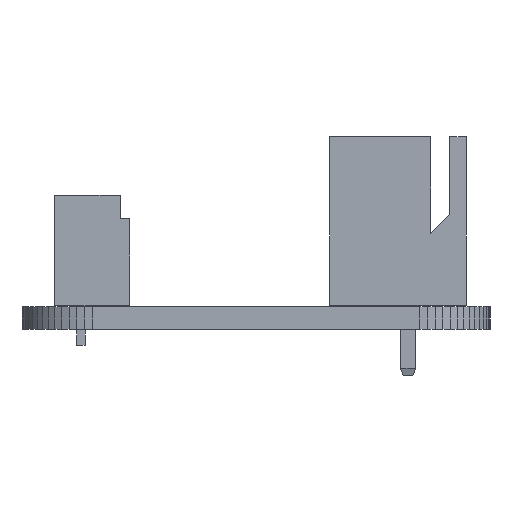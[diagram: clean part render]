
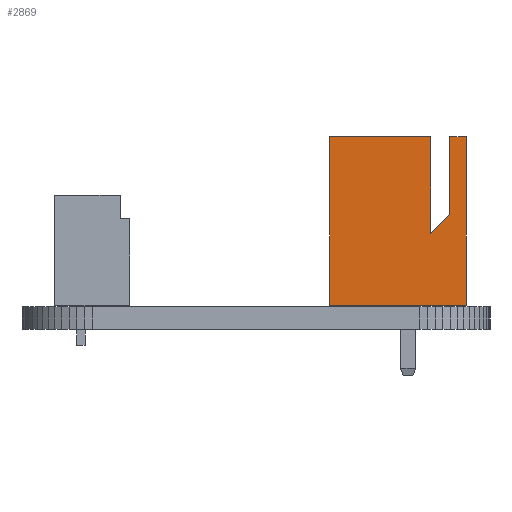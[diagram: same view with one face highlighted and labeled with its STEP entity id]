
A CAD part, front view. The second image highlights one B-rep face of the part: STEP entity #2869.
In plain terms, the highlighted face is planar.
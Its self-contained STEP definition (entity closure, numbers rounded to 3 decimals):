
#93 = PLANE('',#94);
#94 = AXIS2_PLACEMENT_3D('',#95,#96,#97);
#95 = CARTESIAN_POINT('',(6.087,-2.489,0.711));
#96 = DIRECTION('',(0.,-1.,0.));
#97 = DIRECTION('',(0.,0.,-1.));
#149 = PLANE('',#150);
#150 = AXIS2_PLACEMENT_3D('',#151,#152,#153);
#151 = CARTESIAN_POINT('',(5.376,-1.778,7.214));
#152 = DIRECTION('',(0.,-1.,0.));
#153 = DIRECTION('',(1.,0.,0.));
#193 = VERTEX_POINT('',#194);
#194 = CARTESIAN_POINT('',(-6.087,-2.489,7.214));
#201 = PLANE('',#202);
#202 = AXIS2_PLACEMENT_3D('',#203,#204,#205);
#203 = CARTESIAN_POINT('',(0.,0.,7.214));
#204 = DIRECTION('',(0.,0.,-1.));
#205 = DIRECTION('',(-1.,0.,0.));
#220 = EDGE_CURVE('',#193,#221,#223,.T.);
#221 = VERTEX_POINT('',#222);
#222 = CARTESIAN_POINT('',(-6.087,-1.778,7.214));
#223 = SURFACE_CURVE('',#224,(#228,#235),.PCURVE_S1.);
#224 = LINE('',#225,#226);
#225 = CARTESIAN_POINT('',(-6.087,-2.489,7.214));
#226 = VECTOR('',#227,1.);
#227 = DIRECTION('',(0.,1.,0.));
#228 = PCURVE('',#201,#229);
#229 = DEFINITIONAL_REPRESENTATION('',(#230),#234);
#230 = LINE('',#231,#232);
#231 = CARTESIAN_POINT('',(6.087,-2.489));
#232 = VECTOR('',#233,1.);
#233 = DIRECTION('',(0.,1.));
#234 = ( GEOMETRIC_REPRESENTATION_CONTEXT(2) 
PARAMETRIC_REPRESENTATION_CONTEXT() REPRESENTATION_CONTEXT('2D SPACE',''
  ) );
#235 = PCURVE('',#236,#241);
#236 = PLANE('',#237);
#237 = AXIS2_PLACEMENT_3D('',#238,#239,#240);
#238 = CARTESIAN_POINT('',(-6.087,-2.489,0.711));
#239 = DIRECTION('',(-1.,0.,0.));
#240 = DIRECTION('',(0.,0.,1.));
#241 = DEFINITIONAL_REPRESENTATION('',(#242),#246);
#242 = LINE('',#243,#244);
#243 = CARTESIAN_POINT('',(6.502,0.));
#244 = VECTOR('',#245,1.);
#245 = DIRECTION('',(0.,1.));
#246 = ( GEOMETRIC_REPRESENTATION_CONTEXT(2) 
PARAMETRIC_REPRESENTATION_CONTEXT() REPRESENTATION_CONTEXT('2D SPACE',''
  ) );
#351 = PLANE('',#352);
#352 = AXIS2_PLACEMENT_3D('',#353,#354,#355);
#353 = CARTESIAN_POINT('',(-6.087,3.353,0.711));
#354 = DIRECTION('',(0.,1.,0.));
#355 = DIRECTION('',(0.,-0.,1.));
#948 = VERTEX_POINT('',#949);
#949 = CARTESIAN_POINT('',(-6.087,3.353,7.214));
#965 = PLANE('',#966);
#966 = AXIS2_PLACEMENT_3D('',#967,#968,#969);
#967 = CARTESIAN_POINT('',(0.,0.,7.214));
#968 = DIRECTION('',(0.,0.,-1.));
#969 = DIRECTION('',(-1.,0.,0.));
#1322 = VERTEX_POINT('',#1323);
#1323 = CARTESIAN_POINT('',(-6.087,3.353,0.));
#1337 = PLANE('',#1338);
#1338 = AXIS2_PLACEMENT_3D('',#1339,#1340,#1341);
#1339 = CARTESIAN_POINT('',(0.,0.,0.));
#1340 = DIRECTION('',(0.,0.,-1.));
#1341 = DIRECTION('',(-1.,0.,0.));
#1349 = EDGE_CURVE('',#948,#1322,#1350,.T.);
#1350 = SURFACE_CURVE('',#1351,(#1355,#1362),.PCURVE_S1.);
#1351 = LINE('',#1352,#1353);
#1352 = CARTESIAN_POINT('',(-6.087,3.353,0.711));
#1353 = VECTOR('',#1354,1.);
#1354 = DIRECTION('',(0.,0.,-1.));
#1355 = PCURVE('',#351,#1356);
#1356 = DEFINITIONAL_REPRESENTATION('',(#1357),#1361);
#1357 = LINE('',#1358,#1359);
#1358 = CARTESIAN_POINT('',(0.,0.));
#1359 = VECTOR('',#1360,1.);
#1360 = DIRECTION('',(-1.,0.));
#1361 = ( GEOMETRIC_REPRESENTATION_CONTEXT(2) 
PARAMETRIC_REPRESENTATION_CONTEXT() REPRESENTATION_CONTEXT('2D SPACE',''
  ) );
#1362 = PCURVE('',#236,#1363);
#1363 = DEFINITIONAL_REPRESENTATION('',(#1364),#1368);
#1364 = LINE('',#1365,#1366);
#1365 = CARTESIAN_POINT('',(0.,5.842));
#1366 = VECTOR('',#1367,1.);
#1367 = DIRECTION('',(-1.,0.));
#1368 = ( GEOMETRIC_REPRESENTATION_CONTEXT(2) 
PARAMETRIC_REPRESENTATION_CONTEXT() REPRESENTATION_CONTEXT('2D SPACE',''
  ) );
#1526 = EDGE_CURVE('',#193,#1527,#1529,.T.);
#1527 = VERTEX_POINT('',#1528);
#1528 = CARTESIAN_POINT('',(-6.087,-2.489,0.));
#1529 = SURFACE_CURVE('',#1530,(#1534,#1541),.PCURVE_S1.);
#1530 = LINE('',#1531,#1532);
#1531 = CARTESIAN_POINT('',(-6.087,-2.489,0.711));
#1532 = VECTOR('',#1533,1.);
#1533 = DIRECTION('',(0.,0.,-1.));
#1534 = PCURVE('',#93,#1535);
#1535 = DEFINITIONAL_REPRESENTATION('',(#1536),#1540);
#1536 = LINE('',#1537,#1538);
#1537 = CARTESIAN_POINT('',(0.,-12.174));
#1538 = VECTOR('',#1539,1.);
#1539 = DIRECTION('',(1.,0.));
#1540 = ( GEOMETRIC_REPRESENTATION_CONTEXT(2) 
PARAMETRIC_REPRESENTATION_CONTEXT() REPRESENTATION_CONTEXT('2D SPACE',''
  ) );
#1541 = PCURVE('',#236,#1542);
#1542 = DEFINITIONAL_REPRESENTATION('',(#1543),#1547);
#1543 = LINE('',#1544,#1545);
#1544 = CARTESIAN_POINT('',(0.,0.));
#1545 = VECTOR('',#1546,1.);
#1546 = DIRECTION('',(-1.,0.));
#1547 = ( GEOMETRIC_REPRESENTATION_CONTEXT(2) 
PARAMETRIC_REPRESENTATION_CONTEXT() REPRESENTATION_CONTEXT('2D SPACE',''
  ) );
#2849 = EDGE_CURVE('',#1527,#1322,#2850,.T.);
#2850 = SURFACE_CURVE('',#2851,(#2855,#2862),.PCURVE_S1.);
#2851 = LINE('',#2852,#2853);
#2852 = CARTESIAN_POINT('',(-6.087,-2.489,0.));
#2853 = VECTOR('',#2854,1.);
#2854 = DIRECTION('',(0.,1.,0.));
#2855 = PCURVE('',#1337,#2856);
#2856 = DEFINITIONAL_REPRESENTATION('',(#2857),#2861);
#2857 = LINE('',#2858,#2859);
#2858 = CARTESIAN_POINT('',(6.087,-2.489));
#2859 = VECTOR('',#2860,1.);
#2860 = DIRECTION('',(0.,1.));
#2861 = ( GEOMETRIC_REPRESENTATION_CONTEXT(2) 
PARAMETRIC_REPRESENTATION_CONTEXT() REPRESENTATION_CONTEXT('2D SPACE',''
  ) );
#2862 = PCURVE('',#236,#2863);
#2863 = DEFINITIONAL_REPRESENTATION('',(#2864),#2868);
#2864 = LINE('',#2865,#2866);
#2865 = CARTESIAN_POINT('',(-0.711,0.));
#2866 = VECTOR('',#2867,1.);
#2867 = DIRECTION('',(0.,1.));
#2868 = ( GEOMETRIC_REPRESENTATION_CONTEXT(2) 
PARAMETRIC_REPRESENTATION_CONTEXT() REPRESENTATION_CONTEXT('2D SPACE',''
  ) );
#2869 = ADVANCED_FACE('',(#2870),#236,.T.);
#2870 = FACE_BOUND('',#2871,.T.);
#2871 = EDGE_LOOP('',(#2872,#2902,#2930,#2951,#2952,#2953,#2954,#2955));
#2872 = ORIENTED_EDGE('',*,*,#2873,.T.);
#2873 = EDGE_CURVE('',#2874,#2876,#2878,.T.);
#2874 = VERTEX_POINT('',#2875);
#2875 = CARTESIAN_POINT('',(-6.087,-1.778,3.886));
#2876 = VERTEX_POINT('',#2877);
#2877 = CARTESIAN_POINT('',(-6.087,-0.965,3.073));
#2878 = SURFACE_CURVE('',#2879,(#2883,#2890),.PCURVE_S1.);
#2879 = LINE('',#2880,#2881);
#2880 = CARTESIAN_POINT('',(-6.087,-1.778,3.886));
#2881 = VECTOR('',#2882,1.);
#2882 = DIRECTION('',(0.,0.707,-0.707));
#2883 = PCURVE('',#236,#2884);
#2884 = DEFINITIONAL_REPRESENTATION('',(#2885),#2889);
#2885 = LINE('',#2886,#2887);
#2886 = CARTESIAN_POINT('',(3.175,0.711));
#2887 = VECTOR('',#2888,1.);
#2888 = DIRECTION('',(-0.707,0.707));
#2889 = ( GEOMETRIC_REPRESENTATION_CONTEXT(2) 
PARAMETRIC_REPRESENTATION_CONTEXT() REPRESENTATION_CONTEXT('2D SPACE',''
  ) );
#2890 = PCURVE('',#2891,#2896);
#2891 = PLANE('',#2892);
#2892 = AXIS2_PLACEMENT_3D('',#2893,#2894,#2895);
#2893 = CARTESIAN_POINT('',(6.087,-1.778,3.886));
#2894 = DIRECTION('',(0.,0.707,0.707));
#2895 = DIRECTION('',(0.,-0.707,0.707));
#2896 = DEFINITIONAL_REPRESENTATION('',(#2897),#2901);
#2897 = LINE('',#2898,#2899);
#2898 = CARTESIAN_POINT('',(0.,-12.174));
#2899 = VECTOR('',#2900,1.);
#2900 = DIRECTION('',(-1.,0.));
#2901 = ( GEOMETRIC_REPRESENTATION_CONTEXT(2) 
PARAMETRIC_REPRESENTATION_CONTEXT() REPRESENTATION_CONTEXT('2D SPACE',''
  ) );
#2902 = ORIENTED_EDGE('',*,*,#2903,.T.);
#2903 = EDGE_CURVE('',#2876,#2904,#2906,.T.);
#2904 = VERTEX_POINT('',#2905);
#2905 = CARTESIAN_POINT('',(-6.087,-0.965,7.214));
#2906 = SURFACE_CURVE('',#2907,(#2911,#2918),.PCURVE_S1.);
#2907 = LINE('',#2908,#2909);
#2908 = CARTESIAN_POINT('',(-6.087,-0.965,3.073));
#2909 = VECTOR('',#2910,1.);
#2910 = DIRECTION('',(0.,0.,1.));
#2911 = PCURVE('',#236,#2912);
#2912 = DEFINITIONAL_REPRESENTATION('',(#2913),#2917);
#2913 = LINE('',#2914,#2915);
#2914 = CARTESIAN_POINT('',(2.362,1.524));
#2915 = VECTOR('',#2916,1.);
#2916 = DIRECTION('',(1.,0.));
#2917 = ( GEOMETRIC_REPRESENTATION_CONTEXT(2) 
PARAMETRIC_REPRESENTATION_CONTEXT() REPRESENTATION_CONTEXT('2D SPACE',''
  ) );
#2918 = PCURVE('',#2919,#2924);
#2919 = PLANE('',#2920);
#2920 = AXIS2_PLACEMENT_3D('',#2921,#2922,#2923);
#2921 = CARTESIAN_POINT('',(6.087,-0.965,3.073));
#2922 = DIRECTION('',(0.,-1.,0.));
#2923 = DIRECTION('',(0.,0.,-1.));
#2924 = DEFINITIONAL_REPRESENTATION('',(#2925),#2929);
#2925 = LINE('',#2926,#2927);
#2926 = CARTESIAN_POINT('',(0.,-12.174));
#2927 = VECTOR('',#2928,1.);
#2928 = DIRECTION('',(-1.,0.));
#2929 = ( GEOMETRIC_REPRESENTATION_CONTEXT(2) 
PARAMETRIC_REPRESENTATION_CONTEXT() REPRESENTATION_CONTEXT('2D SPACE',''
  ) );
#2930 = ORIENTED_EDGE('',*,*,#2931,.T.);
#2931 = EDGE_CURVE('',#2904,#948,#2932,.T.);
#2932 = SURFACE_CURVE('',#2933,(#2937,#2944),.PCURVE_S1.);
#2933 = LINE('',#2934,#2935);
#2934 = CARTESIAN_POINT('',(-6.087,-2.489,7.214));
#2935 = VECTOR('',#2936,1.);
#2936 = DIRECTION('',(0.,1.,0.));
#2937 = PCURVE('',#236,#2938);
#2938 = DEFINITIONAL_REPRESENTATION('',(#2939),#2943);
#2939 = LINE('',#2940,#2941);
#2940 = CARTESIAN_POINT('',(6.502,0.));
#2941 = VECTOR('',#2942,1.);
#2942 = DIRECTION('',(0.,1.));
#2943 = ( GEOMETRIC_REPRESENTATION_CONTEXT(2) 
PARAMETRIC_REPRESENTATION_CONTEXT() REPRESENTATION_CONTEXT('2D SPACE',''
  ) );
#2944 = PCURVE('',#965,#2945);
#2945 = DEFINITIONAL_REPRESENTATION('',(#2946),#2950);
#2946 = LINE('',#2947,#2948);
#2947 = CARTESIAN_POINT('',(6.087,-2.489));
#2948 = VECTOR('',#2949,1.);
#2949 = DIRECTION('',(0.,1.));
#2950 = ( GEOMETRIC_REPRESENTATION_CONTEXT(2) 
PARAMETRIC_REPRESENTATION_CONTEXT() REPRESENTATION_CONTEXT('2D SPACE',''
  ) );
#2951 = ORIENTED_EDGE('',*,*,#1349,.T.);
#2952 = ORIENTED_EDGE('',*,*,#2849,.F.);
#2953 = ORIENTED_EDGE('',*,*,#1526,.F.);
#2954 = ORIENTED_EDGE('',*,*,#220,.T.);
#2955 = ORIENTED_EDGE('',*,*,#2956,.T.);
#2956 = EDGE_CURVE('',#221,#2874,#2957,.T.);
#2957 = SURFACE_CURVE('',#2958,(#2962,#2969),.PCURVE_S1.);
#2958 = LINE('',#2959,#2960);
#2959 = CARTESIAN_POINT('',(-6.087,-1.778,7.214));
#2960 = VECTOR('',#2961,1.);
#2961 = DIRECTION('',(0.,0.,-1.));
#2962 = PCURVE('',#236,#2963);
#2963 = DEFINITIONAL_REPRESENTATION('',(#2964),#2968);
#2964 = LINE('',#2965,#2966);
#2965 = CARTESIAN_POINT('',(6.502,0.711));
#2966 = VECTOR('',#2967,1.);
#2967 = DIRECTION('',(-1.,0.));
#2968 = ( GEOMETRIC_REPRESENTATION_CONTEXT(2) 
PARAMETRIC_REPRESENTATION_CONTEXT() REPRESENTATION_CONTEXT('2D SPACE',''
  ) );
#2969 = PCURVE('',#149,#2970);
#2970 = DEFINITIONAL_REPRESENTATION('',(#2971),#2975);
#2971 = LINE('',#2972,#2973);
#2972 = CARTESIAN_POINT('',(-11.462,0.));
#2973 = VECTOR('',#2974,1.);
#2974 = DIRECTION('',(0.,-1.));
#2975 = ( GEOMETRIC_REPRESENTATION_CONTEXT(2) 
PARAMETRIC_REPRESENTATION_CONTEXT() REPRESENTATION_CONTEXT('2D SPACE',''
  ) );
